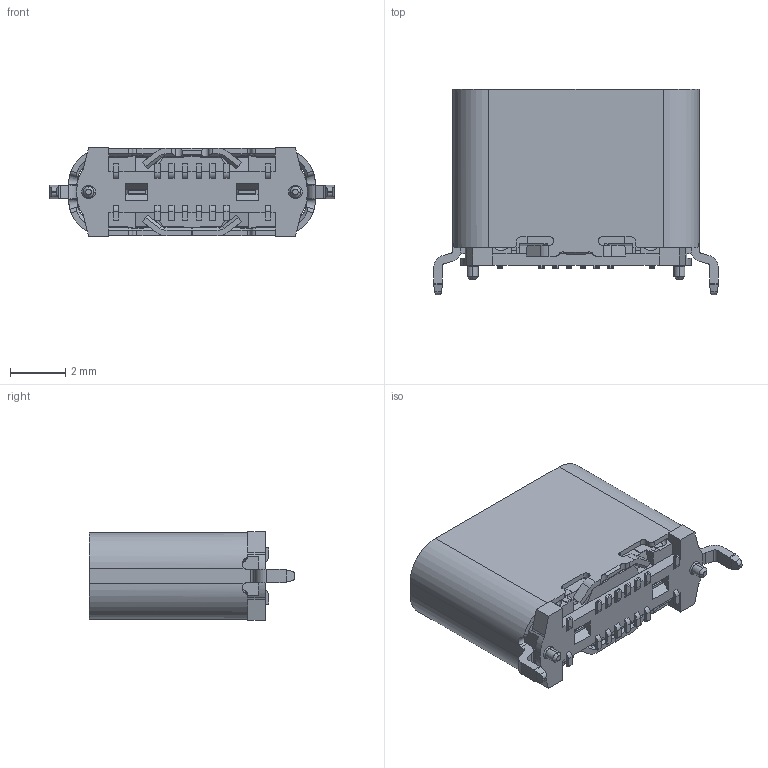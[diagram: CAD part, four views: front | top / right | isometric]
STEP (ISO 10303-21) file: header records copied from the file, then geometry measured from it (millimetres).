
FILE_DESCRIPTION (( 'STEP AP214' ), '1' );
FILE_NAME ('USB4235-03-C.STEP', '2024-12-23T02:03:24', ( '' ), ( '' ), 'SwSTEP 2.0', 'SolidWorks 2023', '' );
FILE_SCHEMA (( 'AUTOMOTIVE_DESIGN' ));
Length unit declared in the file: millimetre
Products named in the file (3): USB4235-03-C; USB4235-03-C_PART1; USB4235-03-C_PART2
Assembly tree (2 placements, depth 2):
  USB4235-03-C
    USB4235-03-C_PART1
    USB4235-03-C_PART2
Bounding box: 10.3 x 7.45 x 3.2 mm (x, y, z)
Volume: 86.7 mm3; surface area: 413 mm2
Topology: 2 solids, 2 shells, 846 faces, 2279 edges, 1446 vertices
Faces by surface type: plane 652, cylinder 146, cone 32, bspline 12, torus 4
Entity records: 33464 total; most frequent: CARTESIAN_POINT 6150, ORIENTED_EDGE 4554, DIRECTION 3938, EDGE_CURVE 2277, VECTOR 1812, LINE 1812, VERTEX_POINT 1446, AXIS2_PLACEMENT_3D 1063
